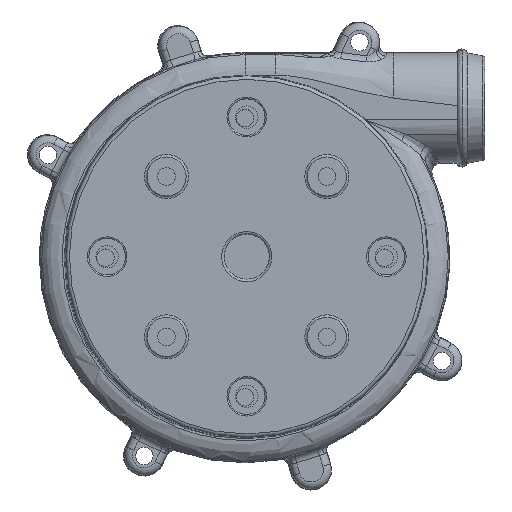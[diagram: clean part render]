
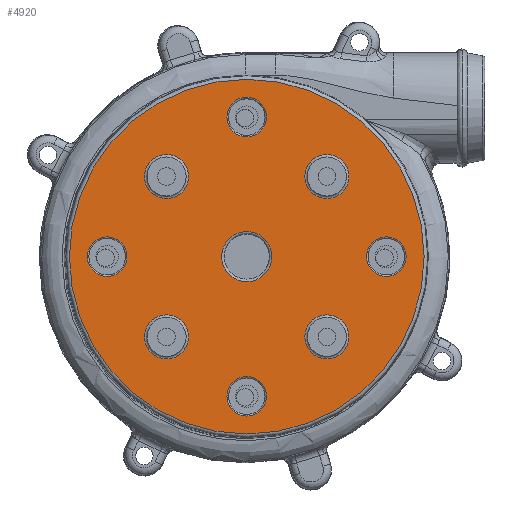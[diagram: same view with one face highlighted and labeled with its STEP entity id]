
A CAD part, top view. The second image highlights one B-rep face of the part: STEP entity #4920.
In plain terms, the highlighted planar face has unit normal (0, 0, 1).
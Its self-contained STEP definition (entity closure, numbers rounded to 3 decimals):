
#192=FACE_BOUND('',#1514,.T.);
#193=FACE_BOUND('',#1515,.T.);
#194=FACE_BOUND('',#1516,.T.);
#195=FACE_BOUND('',#1517,.T.);
#196=FACE_BOUND('',#1518,.T.);
#197=FACE_BOUND('',#1519,.T.);
#198=FACE_BOUND('',#1520,.T.);
#199=FACE_BOUND('',#1521,.T.);
#200=FACE_BOUND('',#1522,.T.);
#275=PLANE('',#5542);
#1196=FACE_OUTER_BOUND('',#1513,.T.);
#1513=EDGE_LOOP('',(#4552));
#1514=EDGE_LOOP('',(#4553));
#1515=EDGE_LOOP('',(#4554));
#1516=EDGE_LOOP('',(#4555));
#1517=EDGE_LOOP('',(#4556));
#1518=EDGE_LOOP('',(#4557));
#1519=EDGE_LOOP('',(#4558));
#1520=EDGE_LOOP('',(#4559));
#1521=EDGE_LOOP('',(#4560));
#1522=EDGE_LOOP('',(#4561));
#1821=CIRCLE('',#5442,3.95);
#1825=CIRCLE('',#5447,4.4);
#1829=CIRCLE('',#5452,3.95);
#1833=CIRCLE('',#5457,4.4);
#1837=CIRCLE('',#5462,4.4);
#1841=CIRCLE('',#5467,3.95);
#1845=CIRCLE('',#5472,4.4);
#1849=CIRCLE('',#5477,3.95);
#1856=CIRCLE('',#5485,35.399);
#1857=CIRCLE('',#5487,5.);
#2301=VERTEX_POINT('',#18400);
#2304=VERTEX_POINT('',#18408);
#2307=VERTEX_POINT('',#18416);
#2310=VERTEX_POINT('',#18424);
#2313=VERTEX_POINT('',#18432);
#2316=VERTEX_POINT('',#18440);
#2319=VERTEX_POINT('',#18448);
#2322=VERTEX_POINT('',#18456);
#2327=VERTEX_POINT('',#18468);
#2328=VERTEX_POINT('',#18472);
#3014=EDGE_CURVE('',#2301,#2301,#1821,.T.);
#3018=EDGE_CURVE('',#2304,#2304,#1825,.T.);
#3022=EDGE_CURVE('',#2307,#2307,#1829,.T.);
#3026=EDGE_CURVE('',#2310,#2310,#1833,.T.);
#3030=EDGE_CURVE('',#2313,#2313,#1837,.T.);
#3034=EDGE_CURVE('',#2316,#2316,#1841,.T.);
#3038=EDGE_CURVE('',#2319,#2319,#1845,.T.);
#3042=EDGE_CURVE('',#2322,#2322,#1849,.T.);
#3049=EDGE_CURVE('',#2327,#2327,#1856,.T.);
#3050=EDGE_CURVE('',#2328,#2328,#1857,.T.);
#4552=ORIENTED_EDGE('',*,*,#3049,.F.);
#4553=ORIENTED_EDGE('',*,*,#3050,.F.);
#4554=ORIENTED_EDGE('',*,*,#3014,.F.);
#4555=ORIENTED_EDGE('',*,*,#3018,.F.);
#4556=ORIENTED_EDGE('',*,*,#3022,.F.);
#4557=ORIENTED_EDGE('',*,*,#3026,.F.);
#4558=ORIENTED_EDGE('',*,*,#3030,.F.);
#4559=ORIENTED_EDGE('',*,*,#3034,.F.);
#4560=ORIENTED_EDGE('',*,*,#3038,.F.);
#4561=ORIENTED_EDGE('',*,*,#3042,.F.);
#4920=ADVANCED_FACE('',(#1196,#192,#193,#194,#195,#196,#197,#198,#199,#200),
#275,.F.);
#5442=AXIS2_PLACEMENT_3D('',#18401,#6721,#6722);
#5447=AXIS2_PLACEMENT_3D('',#18409,#6731,#6732);
#5452=AXIS2_PLACEMENT_3D('',#18417,#6741,#6742);
#5457=AXIS2_PLACEMENT_3D('',#18425,#6751,#6752);
#5462=AXIS2_PLACEMENT_3D('',#18433,#6761,#6762);
#5467=AXIS2_PLACEMENT_3D('',#18441,#6771,#6772);
#5472=AXIS2_PLACEMENT_3D('',#18449,#6781,#6782);
#5477=AXIS2_PLACEMENT_3D('',#18457,#6791,#6792);
#5485=AXIS2_PLACEMENT_3D('',#18470,#6807,#6808);
#5487=AXIS2_PLACEMENT_3D('',#18473,#6811,#6812);
#5542=AXIS2_PLACEMENT_3D('',#18579,#6940,#6941);
#6721=DIRECTION('center_axis',(0.,0.,1.));
#6722=DIRECTION('ref_axis',(1.,0.,0.));
#6731=DIRECTION('center_axis',(0.,0.,1.));
#6732=DIRECTION('ref_axis',(-1.,0.,0.));
#6741=DIRECTION('center_axis',(0.,0.,1.));
#6742=DIRECTION('ref_axis',(1.,0.,0.));
#6751=DIRECTION('center_axis',(0.,0.,1.));
#6752=DIRECTION('ref_axis',(-1.,0.,0.));
#6761=DIRECTION('center_axis',(0.,0.,1.));
#6762=DIRECTION('ref_axis',(-1.,0.,0.));
#6771=DIRECTION('center_axis',(0.,0.,1.));
#6772=DIRECTION('ref_axis',(1.,0.,0.));
#6781=DIRECTION('center_axis',(0.,0.,1.));
#6782=DIRECTION('ref_axis',(-1.,0.,0.));
#6791=DIRECTION('center_axis',(0.,0.,1.));
#6792=DIRECTION('ref_axis',(1.,0.,0.));
#6807=DIRECTION('center_axis',(0.,0.,-1.));
#6808=DIRECTION('ref_axis',(-1.,0.,0.));
#6811=DIRECTION('center_axis',(0.,0.,
1.));
#6812=DIRECTION('ref_axis',(1.,0.,0.));
#6940=DIRECTION('center_axis',(0.,0.,-1.));
#6941=DIRECTION('ref_axis',(-1.,0.,0.));
#18400=CARTESIAN_POINT('',(-7.483,-10.322,23.426));
#18401=CARTESIAN_POINT('Origin',(-7.483,-6.372,23.426));
#18408=CARTESIAN_POINT('',(8.777,-22.372,23.426));
#18409=CARTESIAN_POINT('Origin',(4.377,-22.372,23.426));
#18416=CARTESIAN_POINT('',(20.377,-38.182,23.426));
#18417=CARTESIAN_POINT('Origin',(20.377,-34.232,23.426));
#18424=CARTESIAN_POINT('',(40.777,-22.372,23.426));
#18425=CARTESIAN_POINT('Origin',(36.377,-22.372,23.426));
#18432=CARTESIAN_POINT('',(8.777,9.628,23.426));
#18433=CARTESIAN_POINT('Origin',(4.377,9.628,23.426));
#18440=CARTESIAN_POINT('',(20.377,17.538,23.426));
#18441=CARTESIAN_POINT('Origin',(20.377,21.488,23.426));
#18448=CARTESIAN_POINT('',(40.777,9.628,23.426));
#18449=CARTESIAN_POINT('Origin',(36.377,9.628,23.426));
#18456=CARTESIAN_POINT('',(48.237,-10.322,23.426));
#18457=CARTESIAN_POINT('Origin',(48.237,-6.372,23.426));
#18468=CARTESIAN_POINT('',(55.776,-6.372,23.426));
#18470=CARTESIAN_POINT('Origin',(20.377,-6.372,23.426));
#18472=CARTESIAN_POINT('',(20.377,-11.372,23.426));
#18473=CARTESIAN_POINT('Origin',(20.377,-6.372,23.426));
#18579=CARTESIAN_POINT('Origin',(20.377,-6.372,23.426));
